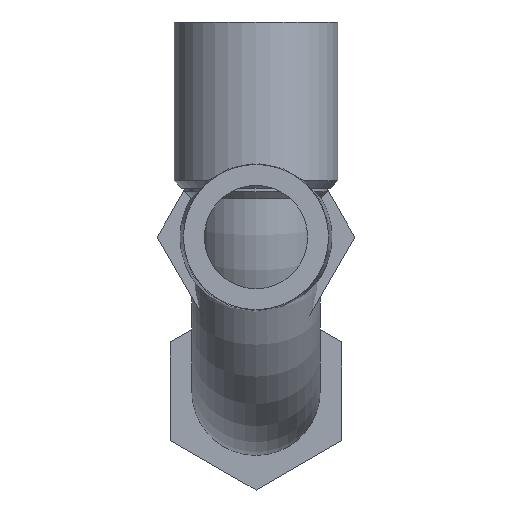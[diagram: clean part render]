
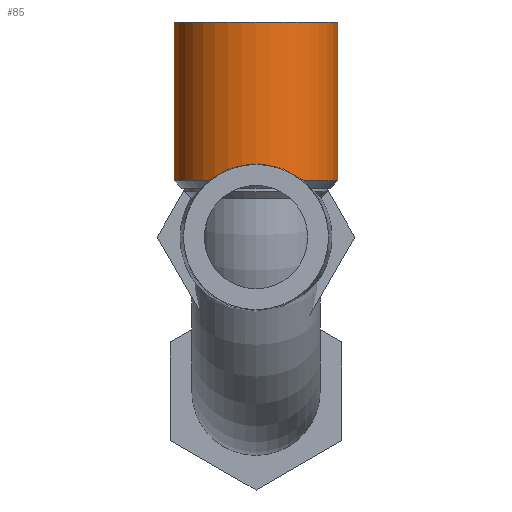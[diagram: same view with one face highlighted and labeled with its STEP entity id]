
A CAD part, front view. The second image highlights one B-rep face of the part: STEP entity #85.
In plain terms, the highlighted cylindrical face has radius 11.5 mm (diameter 23 mm), a full revolution.
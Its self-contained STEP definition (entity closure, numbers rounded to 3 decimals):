
#85 = ADVANCED_FACE( '', ( #183, #184 ), #185, .T. );
#183 = FACE_OUTER_BOUND( '', #297, .T. );
#184 = FACE_OUTER_BOUND( '', #298, .T. );
#185 = CYLINDRICAL_SURFACE( '', #299, 11.5 );
#297 = EDGE_LOOP( '', ( #445 ) );
#298 = EDGE_LOOP( '', ( #446 ) );
#299 = AXIS2_PLACEMENT_3D( '', #447, #448, #449 );
#445 = ORIENTED_EDGE( '', *, *, #582, .T. );
#446 = ORIENTED_EDGE( '', *, *, #545, .T. );
#447 = CARTESIAN_POINT( '', ( 0., 0., 6.874 ) );
#448 = DIRECTION( '', ( 0., 0., -1. ) );
#449 = DIRECTION( '', ( 1., 0., 0. ) );
#545 = EDGE_CURVE( '', #611, #611, #612, .T. );
#582 = EDGE_CURVE( '', #670, #670, #671, .F. );
#611 = VERTEX_POINT( '', #706 );
#612 = CIRCLE( '', #707, 11.5 );
#670 = VERTEX_POINT( '', #781 );
#671 = CIRCLE( '', #782, 11.5 );
#706 = CARTESIAN_POINT( '', ( 11.5, 0., 30.174 ) );
#707 = AXIS2_PLACEMENT_3D( '', #819, #820, #821 );
#781 = CARTESIAN_POINT( '', ( -11.5, 0., 7.874 ) );
#782 = AXIS2_PLACEMENT_3D( '', #865, #866, #867 );
#819 = CARTESIAN_POINT( '', ( 0., 0., 30.174 ) );
#820 = DIRECTION( '', ( 0., 0., -1. ) );
#821 = DIRECTION( '', ( 1., 0., 0. ) );
#865 = CARTESIAN_POINT( '', ( 0., 0., 7.874 ) );
#866 = DIRECTION( '', ( 0., 0., -1. ) );
#867 = DIRECTION( '', ( -1., 0., 0. ) );
